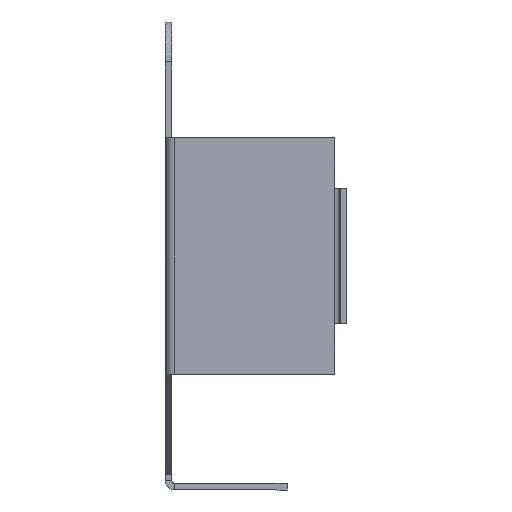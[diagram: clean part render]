
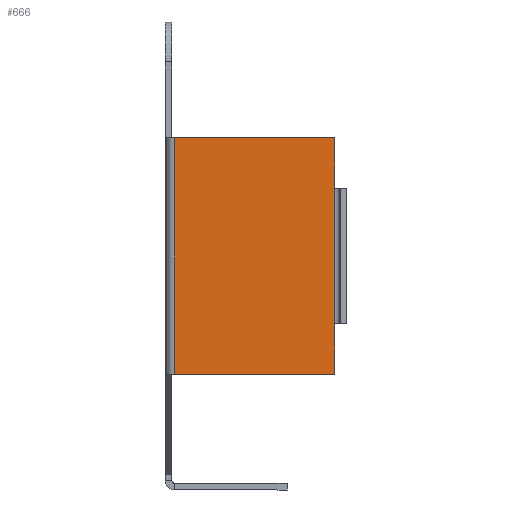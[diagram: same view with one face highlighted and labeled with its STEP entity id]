
A CAD part, left-side view. The second image highlights one B-rep face of the part: STEP entity #666.
In plain terms, the highlighted planar face has unit normal (-1, 0, 0).
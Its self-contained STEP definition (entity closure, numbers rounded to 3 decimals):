
#22 = FACE_OUTER_BOUND ( 'NONE', #1509, .T. ) ;
#258 = DIRECTION ( 'NONE',  ( 0., 0., 1. ) ) ;
#369 = ORIENTED_EDGE ( 'NONE', *, *, #1771, .T. ) ;
#503 = ORIENTED_EDGE ( 'NONE', *, *, #1823, .T. ) ;
#614 = LINE ( 'NONE', #2769, #2400 ) ;
#636 = LINE ( 'NONE', #3022, #3386 ) ;
#666 = ADVANCED_FACE ( 'NONE', ( #22 ), #1179, .F. ) ;
#668 = LINE ( 'NONE', #1398, #2176 ) ;
#734 = DIRECTION ( 'NONE',  ( 0., 1., 0. ) ) ;
#909 = EDGE_CURVE ( 'NONE', #3498, #1181, #636, .T. ) ;
#1179 = PLANE ( 'NONE',  #1571 ) ;
#1181 = VERTEX_POINT ( 'NONE', #1462 ) ;
#1221 = CARTESIAN_POINT ( 'NONE',  ( -9.145, 0.44, 0. ) ) ;
#1398 = CARTESIAN_POINT ( 'NONE',  ( -9.145, 0., -7.335 ) ) ;
#1460 = ORIENTED_EDGE ( 'NONE', *, *, #1569, .T. ) ;
#1462 = CARTESIAN_POINT ( 'NONE',  ( -9.145, 6.46, 1.555 ) ) ;
#1485 = VERTEX_POINT ( 'NONE', #3234 ) ;
#1490 = VECTOR ( 'NONE', #3439, 1000. ) ;
#1509 = EDGE_LOOP ( 'NONE', ( #3635, #1460, #1619, #503, #369, #3060 ) ) ;
#1569 = EDGE_CURVE ( 'NONE', #3594, #1850, #668, .T. ) ;
#1571 = AXIS2_PLACEMENT_3D ( 'NONE', #2886, #2045, #1767 ) ;
#1619 = ORIENTED_EDGE ( 'NONE', *, *, #2135, .T. ) ;
#1678 = LINE ( 'NONE', #2001, #3141 ) ;
#1704 = VERTEX_POINT ( 'NONE', #3405 ) ;
#1721 = VECTOR ( 'NONE', #1787, 1000. ) ;
#1723 = EDGE_CURVE ( 'NONE', #3594, #1181, #2618, .T. ) ;
#1729 = CARTESIAN_POINT ( 'NONE',  ( -9.145, 6.46, 1.555 ) ) ;
#1767 = DIRECTION ( 'NONE',  ( 0., 1., 0. ) ) ;
#1771 = EDGE_CURVE ( 'NONE', #1485, #3498, #1678, .T. ) ;
#1787 = DIRECTION ( 'NONE',  ( 0., 0., 1. ) ) ;
#1823 = EDGE_CURVE ( 'NONE', #1704, #1485, #3236, .T. ) ;
#1850 = VERTEX_POINT ( 'NONE', #2385 ) ;
#1863 = CARTESIAN_POINT ( 'NONE',  ( -9.145, 0.44, 1.555 ) ) ;
#2001 = CARTESIAN_POINT ( 'NONE',  ( -9.145, 0.44, 0. ) ) ;
#2045 = DIRECTION ( 'NONE',  ( 1., 0., 0. ) ) ;
#2135 = EDGE_CURVE ( 'NONE', #1850, #1704, #614, .T. ) ;
#2176 = VECTOR ( 'NONE', #3645, 1000. ) ;
#2385 = CARTESIAN_POINT ( 'NONE',  ( -9.145, 0.44, -7.335 ) ) ;
#2400 = VECTOR ( 'NONE', #258, 1000. ) ;
#2571 = DIRECTION ( 'NONE',  ( 0., 0., 1. ) ) ;
#2618 = LINE ( 'NONE', #1729, #1490 ) ;
#2769 = CARTESIAN_POINT ( 'NONE',  ( -9.145, 0.44, 0. ) ) ;
#2886 = CARTESIAN_POINT ( 'NONE',  ( -9.145, 0., 0. ) ) ;
#3022 = CARTESIAN_POINT ( 'NONE',  ( -9.145, 0., 1.555 ) ) ;
#3060 = ORIENTED_EDGE ( 'NONE', *, *, #909, .T. ) ;
#3141 = VECTOR ( 'NONE', #2571, 1000. ) ;
#3234 = CARTESIAN_POINT ( 'NONE',  ( -9.145, 0.44, -0.35 ) ) ;
#3236 = LINE ( 'NONE', #1221, #1721 ) ;
#3288 = CARTESIAN_POINT ( 'NONE',  ( -9.145, 6.46, -7.335 ) ) ;
#3386 = VECTOR ( 'NONE', #734, 1000. ) ;
#3405 = CARTESIAN_POINT ( 'NONE',  ( -9.145, 0.44, -5.43 ) ) ;
#3439 = DIRECTION ( 'NONE',  ( 0., 0., 1. ) ) ;
#3498 = VERTEX_POINT ( 'NONE', #1863 ) ;
#3594 = VERTEX_POINT ( 'NONE', #3288 ) ;
#3635 = ORIENTED_EDGE ( 'NONE', *, *, #1723, .F. ) ;
#3645 = DIRECTION ( 'NONE',  ( 0., -1., 0. ) ) ;
